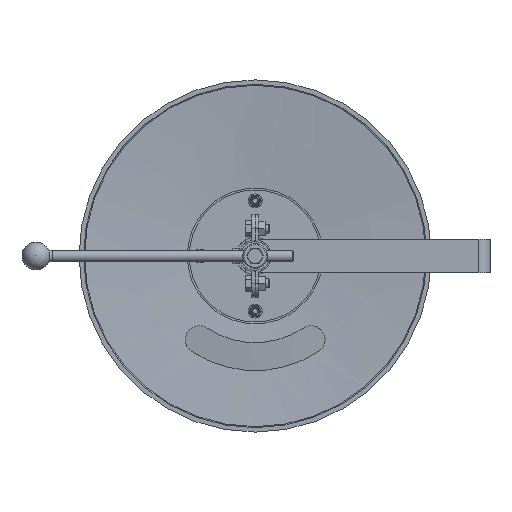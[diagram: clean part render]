
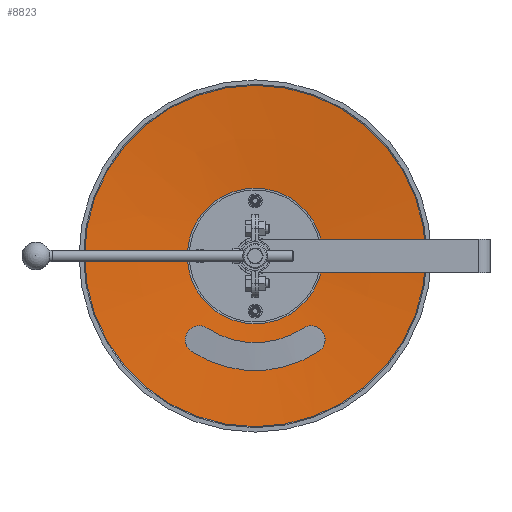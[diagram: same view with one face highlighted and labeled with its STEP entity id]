
A CAD part, left-side view. The second image highlights one B-rep face of the part: STEP entity #8823.
In plain terms, the highlighted conical face has half-angle 85.068 degrees and reference radius 996.298 mm.
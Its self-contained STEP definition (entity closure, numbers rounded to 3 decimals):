
#228=CONICAL_SURFACE('',#10868,996.298,1.485);
#595=B_SPLINE_CURVE_WITH_KNOTS('',3,(#15928,#15929,#15930,#15931,#15932,
#15933,#15934,#15935,#15936,#15937,#15938,#15939),.UNSPECIFIED.,.F.,.F.,
(4,1,1,1,1,1,1,1,1,4),(0.,0.002,0.005,0.01,
0.015,0.02,0.024,0.029,
0.034,0.039),.UNSPECIFIED.);
#596=B_SPLINE_CURVE_WITH_KNOTS('',3,(#15953,#15954,#15955,#15956,#15957,
#15958,#15959,#15960,#15961,#15962,#15963,#15964),.UNSPECIFIED.,.F.,.F.,
(4,1,1,1,1,1,1,1,1,4),(0.,0.002,0.005,0.01,
0.015,0.02,0.024,0.029,
0.034,0.039),.UNSPECIFIED.);
#984=CIRCLE('',#10869,60.686);
#985=CIRCLE('',#10870,152.586);
#986=CIRCLE('',#10871,77.5);
#987=CIRCLE('',#10872,102.5);
#2174=ORIENTED_EDGE('',*,*,#4171,.T.);
#2175=ORIENTED_EDGE('',*,*,#4172,.F.);
#2176=ORIENTED_EDGE('',*,*,#4173,.T.);
#2177=ORIENTED_EDGE('',*,*,#4168,.F.);
#2178=ORIENTED_EDGE('',*,*,#4174,.F.);
#2179=ORIENTED_EDGE('',*,*,#4175,.T.);
#4168=EDGE_CURVE('',#5255,#5256,#595,.T.);
#4171=EDGE_CURVE('',#5257,#5257,#984,.T.);
#4172=EDGE_CURVE('',#5258,#5258,#985,.T.);
#4173=EDGE_CURVE('',#5259,#5256,#986,.T.);
#4174=EDGE_CURVE('',#5260,#5255,#987,.T.);
#4175=EDGE_CURVE('',#5260,#5259,#596,.T.);
#5255=VERTEX_POINT('',#15940);
#5256=VERTEX_POINT('',#15941);
#5257=VERTEX_POINT('',#15946);
#5258=VERTEX_POINT('',#15948);
#5259=VERTEX_POINT('',#15950);
#5260=VERTEX_POINT('',#15952);
#7002=EDGE_LOOP('',(#2174));
#7003=EDGE_LOOP('',(#2175));
#7004=EDGE_LOOP('',(#2176,#2177,#2178,#2179));
#7794=FACE_BOUND('',#7002,.T.);
#7795=FACE_BOUND('',#7003,.T.);
#7796=FACE_BOUND('',#7004,.T.);
#8823=ADVANCED_FACE('',(#7794,#7795,#7796),#228,.F.);
#10868=AXIS2_PLACEMENT_3D('',#15944,#12690,#12691);
#10869=AXIS2_PLACEMENT_3D('',#15945,#12692,#12693);
#10870=AXIS2_PLACEMENT_3D('',#15947,#12694,#12695);
#10871=AXIS2_PLACEMENT_3D('',#15949,#12696,#12697);
#10872=AXIS2_PLACEMENT_3D('',#15951,#12698,#12699);
#12690=DIRECTION('',(-1.,0.,0.));
#12691=DIRECTION('',(0.,-1.,0.));
#12692=DIRECTION('',(1.,0.,0.));
#12693=DIRECTION('',(0.,0.,-1.));
#12694=DIRECTION('',(1.,0.,0.));
#12695=DIRECTION('',(0.,-1.,0.));
#12696=DIRECTION('',(-1.,0.,0.));
#12697=DIRECTION('',(0.,0.556,-0.831));
#12698=DIRECTION('',(-1.,0.,0.));
#12699=DIRECTION('',(0.,0.556,-0.831));
#15928=CARTESIAN_POINT('',(17.391,-44.56,66.104));
#15929=CARTESIAN_POINT('',(17.391,-45.248,66.564));
#15930=CARTESIAN_POINT('',(17.404,-46.508,67.599));
#15931=CARTESIAN_POINT('',(17.477,-48.609,70.158));
#15932=CARTESIAN_POINT('',(17.655,-50.196,74.009));
#15933=CARTESIAN_POINT('',(17.985,-50.192,79.009));
#15934=CARTESIAN_POINT('',(18.391,-48.28,83.619));
#15935=CARTESIAN_POINT('',(18.821,-44.754,87.151));
#15936=CARTESIAN_POINT('',(19.209,-40.139,89.074));
#15937=CARTESIAN_POINT('',(19.482,-35.125,89.078));
#15938=CARTESIAN_POINT('',(19.549,-32.047,87.811));
#15939=CARTESIAN_POINT('',(19.549,-30.671,86.892));
#15940=CARTESIAN_POINT('',(17.391,-44.56,66.104));
#15941=CARTESIAN_POINT('',(19.549,-30.671,86.892));
#15944=CARTESIAN_POINT('',(-59.73,12.383,151.332));
#15945=CARTESIAN_POINT('',(20.999,12.383,151.332));
#15946=CARTESIAN_POINT('',(20.999,12.383,90.646));
#15947=CARTESIAN_POINT('',(13.07,12.383,151.332));
#15948=CARTESIAN_POINT('',(13.07,-140.203,151.332));
#15949=CARTESIAN_POINT('',(19.549,12.383,151.332));
#15950=CARTESIAN_POINT('',(19.549,55.44,86.893));
#15951=CARTESIAN_POINT('',(17.391,12.383,151.332));
#15952=CARTESIAN_POINT('',(17.391,69.329,66.106));
#15953=CARTESIAN_POINT('',(17.391,69.329,66.106));
#15954=CARTESIAN_POINT('',(17.391,70.017,66.566));
#15955=CARTESIAN_POINT('',(17.404,71.277,67.602));
#15956=CARTESIAN_POINT('',(17.477,73.379,70.161));
#15957=CARTESIAN_POINT('',(17.655,74.965,74.011));
#15958=CARTESIAN_POINT('',(17.985,74.961,79.011));
#15959=CARTESIAN_POINT('',(18.391,73.049,83.621));
#15960=CARTESIAN_POINT('',(18.821,69.523,87.153));
#15961=CARTESIAN_POINT('',(19.209,64.908,89.076));
#15962=CARTESIAN_POINT('',(19.482,59.894,89.08));
#15963=CARTESIAN_POINT('',(19.549,56.816,87.812));
#15964=CARTESIAN_POINT('',(19.549,55.44,86.893));
